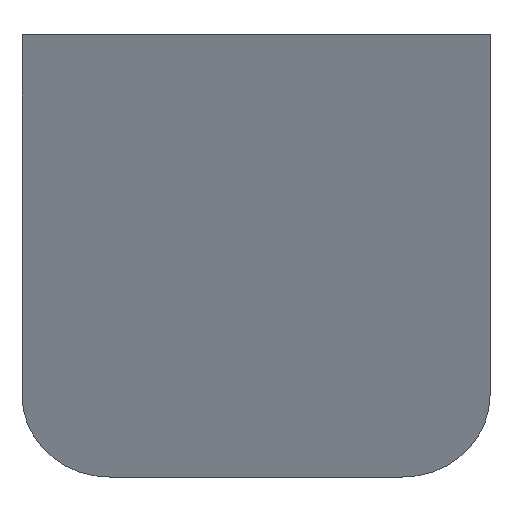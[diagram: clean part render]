
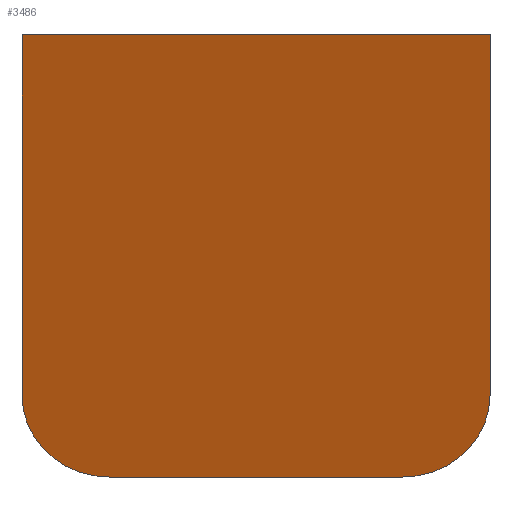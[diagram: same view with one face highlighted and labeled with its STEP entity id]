
A CAD part, front view. The second image highlights one B-rep face of the part: STEP entity #3486.
In plain terms, the highlighted planar face has unit normal (0, -0.94, -0.342).
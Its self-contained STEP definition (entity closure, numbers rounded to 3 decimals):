
#212=PLANE('',#3681);
#261=FACE_OUTER_BOUND('',#438,.T.);
#438=EDGE_LOOP('',(#2375,#2376,#2377,#2378,#2379,#2380));
#782=LINE('',#5225,#1023);
#788=LINE('',#5244,#1029);
#792=LINE('',#5253,#1033);
#793=LINE('',#5254,#1034);
#1023=VECTOR('',#4117,10.);
#1029=VECTOR('',#4135,10.);
#1033=VECTOR('',#4143,10.);
#1034=VECTOR('',#4144,10.);
#1258=CIRCLE('',#3671,10.);
#1262=CIRCLE('',#3678,10.);
#1508=VERTEX_POINT('',#5208);
#1509=VERTEX_POINT('',#5209);
#1515=VERTEX_POINT('',#5223);
#1520=VERTEX_POINT('',#5237);
#1521=VERTEX_POINT('',#5239);
#1522=VERTEX_POINT('',#5243);
#1840=EDGE_CURVE('',#1508,#1509,#1258,.T.);
#1848=EDGE_CURVE('',#1508,#1515,#782,.T.);
#1855=EDGE_CURVE('',#1520,#1521,#1262,.T.);
#1857=EDGE_CURVE('',#1522,#1521,#788,.T.);
#1862=EDGE_CURVE('',#1515,#1522,#792,.T.);
#1863=EDGE_CURVE('',#1509,#1520,#793,.T.);
#2375=ORIENTED_EDGE('',*,*,#1840,.F.);
#2376=ORIENTED_EDGE('',*,*,#1848,.T.);
#2377=ORIENTED_EDGE('',*,*,#1862,.T.);
#2378=ORIENTED_EDGE('',*,*,#1857,.T.);
#2379=ORIENTED_EDGE('',*,*,#1855,.F.);
#2380=ORIENTED_EDGE('',*,*,#1863,.F.);
#3486=ADVANCED_FACE('',(#261),#212,.T.);
#3671=AXIS2_PLACEMENT_3D('',#5210,#4105,#4106);
#3678=AXIS2_PLACEMENT_3D('',#5240,#4130,#4131);
#3681=AXIS2_PLACEMENT_3D('',#5252,#4141,#4142);
#4105=DIRECTION('center_axis',(0.,0.94,0.342));
#4106=DIRECTION('ref_axis',(0.707,0.242,-0.664));
#4117=DIRECTION('',(0.,-0.342,0.94));
#4130=DIRECTION('center_axis',(0.,0.94,0.342));
#4131=DIRECTION('ref_axis',(-0.707,0.242,-0.664));
#4135=DIRECTION('',(0.,0.342,-0.94));
#4141=DIRECTION('center_axis',(0.,-0.94,-0.342));
#4142=DIRECTION('ref_axis',(0.,-0.342,0.94));
#4143=DIRECTION('',(-1.,0.,0.));
#4144=DIRECTION('',(-1.,0.,0.));
#5208=CARTESIAN_POINT('',(0.,1.901,-41.346));
#5209=CARTESIAN_POINT('',(-10.,5.321,-50.743));
#5210=CARTESIAN_POINT('Origin',(-10.,1.901,-41.346));
#5223=CARTESIAN_POINT('',(0.,-13.148,0.));
#5225=CARTESIAN_POINT('',(0.,5.321,-50.743));
#5237=CARTESIAN_POINT('',(-43.72,5.321,-50.743));
#5239=CARTESIAN_POINT('',(-53.72,1.901,-41.346));
#5240=CARTESIAN_POINT('Origin',(-43.72,1.901,-41.346));
#5243=CARTESIAN_POINT('',(-53.72,-13.148,0.));
#5244=CARTESIAN_POINT('',(-53.72,0.841,-38.435));
#5252=CARTESIAN_POINT('Origin',(0.,5.321,-50.743));
#5253=CARTESIAN_POINT('',(0.,-13.148,0.));
#5254=CARTESIAN_POINT('',(0.,5.321,-50.743));
